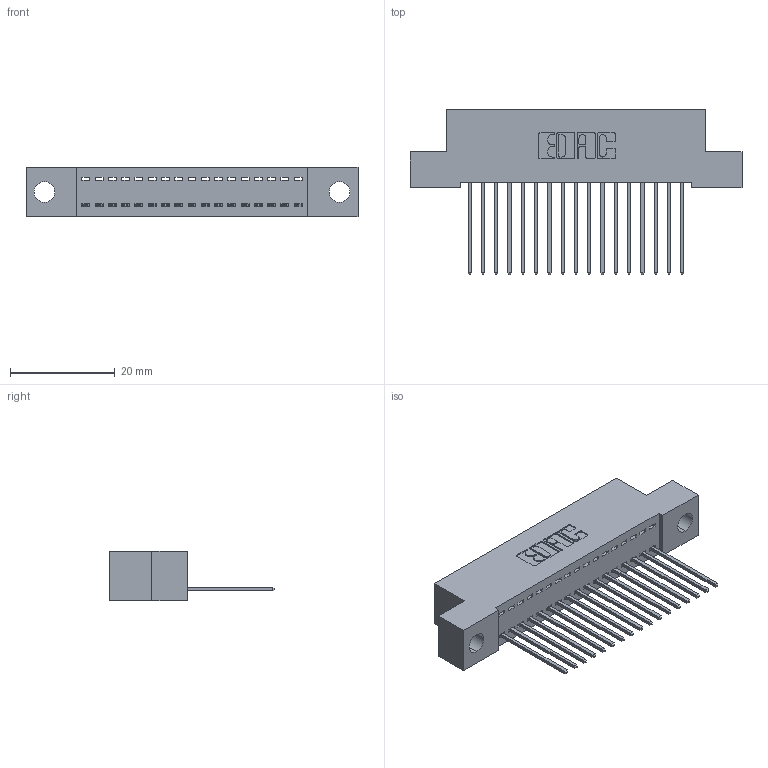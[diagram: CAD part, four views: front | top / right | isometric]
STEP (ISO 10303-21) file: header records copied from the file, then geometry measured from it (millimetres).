
FILE_DESCRIPTION (( 'STEP AP203' ), '1' );
FILE_NAME ('392-017-542-104.STEP', '2019-10-07T03:44:18', ( '' ), ( '' ), 'SwSTEP 2.0', 'SolidWorks 2016', '' );
FILE_SCHEMA (( 'CONFIG_CONTROL_DESIGN' ));
Length unit declared in the file: inch
Products named in the file (3): 342 Part_.156 TH; 345-292-001_345-293-142; 392-017-542-104
Assembly tree (18 placements, depth 2):
  392-017-542-104
    342 Part_.156 TH
    345-292-001_345-293-142  x17
Bounding box: 63.5 x 31.63 x 9.4 mm (x, y, z)
Volume: 5426.4 mm3; surface area: 7551.1 mm2
Topology: 18 solids, 18 shells, 1096 faces, 3291 edges, 2170 vertices
Faces by surface type: plane 780, cylinder 316
Entity records: 13515 total; most frequent: CARTESIAN_POINT 2341, ORIENTED_EDGE 2294, DIRECTION 2025, EDGE_CURVE 1147, VECTOR 1019, LINE 1019, VERTEX_POINT 762, AXIS2_PLACEMENT_3D 503
